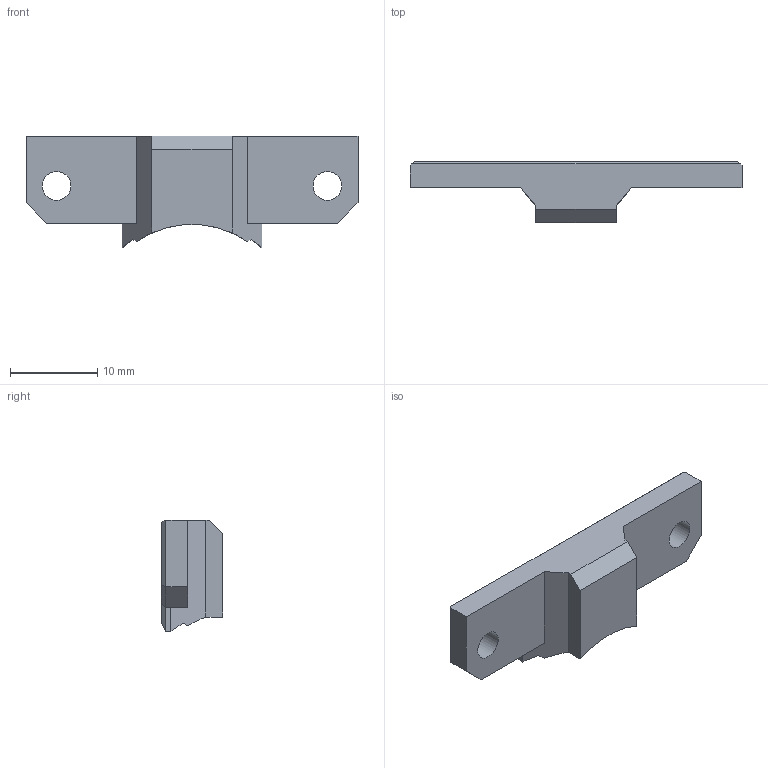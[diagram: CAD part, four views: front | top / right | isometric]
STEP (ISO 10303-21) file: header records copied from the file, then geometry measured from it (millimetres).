
FILE_DESCRIPTION(/* description */ (''),/* implementation_level */ '2;1');
FILE_NAME(/* name */ 'z_motor_mount_front.step',/* time_stamp */ '2018-02-13T18:59:21+01:00',/* author */ (''),/* organization */ (''),/* preprocessor_version */ 'ST-DEVELOPER v16.13',/* originating_system */ 'Autodesk Translation Framework v6.5.0.72',/* authorisation */ '');
FILE_SCHEMA (('AUTOMOTIVE_DESIGN { 1 0 10303 214 3 1 1 }'));
Length unit declared in the file: millimetre
Products named in the file (1): z_motor_mount_front
Bounding box: 38 x 7 x 12.8 mm (x, y, z)
Volume: 1495.4 mm3; surface area: 1272.4 mm2
Topology: 1 solids, 3 shells, 59 faces, 143 edges, 92 vertices
Faces by surface type: plane 49, cylinder 6, cone 4
Full cylindrical faces by diameter (mm): 1.5 x2, 3.3 x2
Entity records: 1740 total; most frequent: CARTESIAN_POINT 305, ORIENTED_EDGE 286, DIRECTION 278, EDGE_CURVE 143, LINE 120, VECTOR 120, VERTEX_POINT 92, AXIS2_PLACEMENT_3D 79
